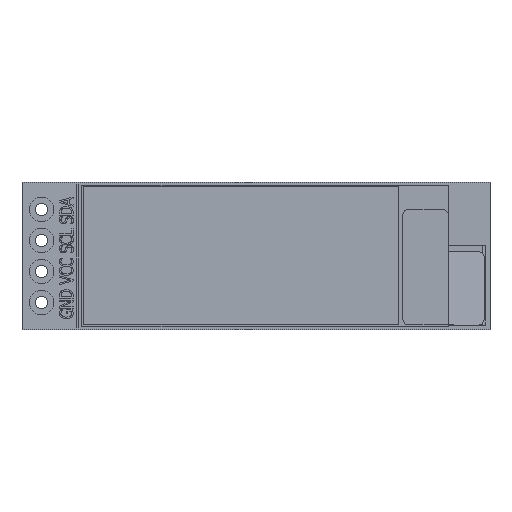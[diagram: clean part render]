
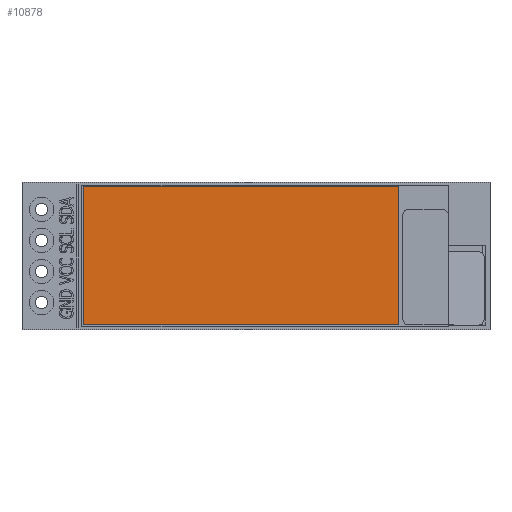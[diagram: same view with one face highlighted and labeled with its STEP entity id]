
A CAD part, top view. The second image highlights one B-rep face of the part: STEP entity #10878.
In plain terms, the highlighted planar face has unit normal (0, 0, 1).
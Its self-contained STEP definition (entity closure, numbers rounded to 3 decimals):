
#132 = EDGE_LOOP ( 'NONE', ( #9326, #10730, #7607, #2326 ) ) ;
#469 = DIRECTION ( 'NONE',  ( 1., 0., 0. ) ) ;
#901 = DIRECTION ( 'NONE',  ( 1., 0., 0. ) ) ;
#1734 = EDGE_CURVE ( 'NONE', #3962, #9806, #12864, .T. ) ;
#1998 = CARTESIAN_POINT ( 'NONE',  ( 11.7, -5.65, 2.51 ) ) ;
#2043 = VECTOR ( 'NONE', #7327, 1000. ) ;
#2291 = CARTESIAN_POINT ( 'NONE',  ( 11.7, 5.65, 2.51 ) ) ;
#2326 = ORIENTED_EDGE ( 'NONE', *, *, #5509, .T. ) ;
#3323 = DIRECTION ( 'NONE',  ( -1., 0., 0. ) ) ;
#3962 = VERTEX_POINT ( 'NONE', #9825 ) ;
#4371 = CARTESIAN_POINT ( 'NONE',  ( -14.1, 5.65, 2.51 ) ) ;
#4969 = LINE ( 'NONE', #4371, #6305 ) ;
#5509 = EDGE_CURVE ( 'NONE', #9806, #13646, #13809, .T. ) ;
#6305 = VECTOR ( 'NONE', #3323, 1000. ) ;
#6519 = VECTOR ( 'NONE', #469, 1000. ) ;
#6893 = VECTOR ( 'NONE', #6987, 1000. ) ;
#6987 = DIRECTION ( 'NONE',  ( 0., 1., 0. ) ) ;
#7327 = DIRECTION ( 'NONE',  ( 0., -1., 0. ) ) ;
#7607 = ORIENTED_EDGE ( 'NONE', *, *, #1734, .T. ) ;
#7612 = DIRECTION ( 'NONE',  ( 0., 0., 1. ) ) ;
#7747 = CARTESIAN_POINT ( 'NONE',  ( -1.2, 0., 2.51 ) ) ;
#7861 = EDGE_CURVE ( 'NONE', #14491, #3962, #13036, .T. ) ;
#7991 = CARTESIAN_POINT ( 'NONE',  ( 11.7, -5.65, 2.51 ) ) ;
#8645 = CARTESIAN_POINT ( 'NONE',  ( -14.1, -5.65, 2.51 ) ) ;
#8925 = FACE_OUTER_BOUND ( 'NONE', #132, .T. ) ;
#9170 = AXIS2_PLACEMENT_3D ( 'NONE', #7747, #7612, #901 ) ;
#9221 = EDGE_CURVE ( 'NONE', #13646, #14491, #4969, .T. ) ;
#9326 = ORIENTED_EDGE ( 'NONE', *, *, #9221, .T. ) ;
#9806 = VERTEX_POINT ( 'NONE', #1998 ) ;
#9825 = CARTESIAN_POINT ( 'NONE',  ( -14.1, -5.65, 2.51 ) ) ;
#10479 = CARTESIAN_POINT ( 'NONE',  ( -14.1, 5.65, 2.51 ) ) ;
#10730 = ORIENTED_EDGE ( 'NONE', *, *, #7861, .T. ) ;
#10878 = ADVANCED_FACE ( 'NONE', ( #8925 ), #13389, .T. ) ;
#12864 = LINE ( 'NONE', #7991, #6519 ) ;
#13036 = LINE ( 'NONE', #8645, #2043 ) ;
#13389 = PLANE ( 'NONE',  #9170 ) ;
#13646 = VERTEX_POINT ( 'NONE', #2291 ) ;
#13809 = LINE ( 'NONE', #14026, #6893 ) ;
#14026 = CARTESIAN_POINT ( 'NONE',  ( 11.7, 5.65, 2.51 ) ) ;
#14491 = VERTEX_POINT ( 'NONE', #10479 ) ;
